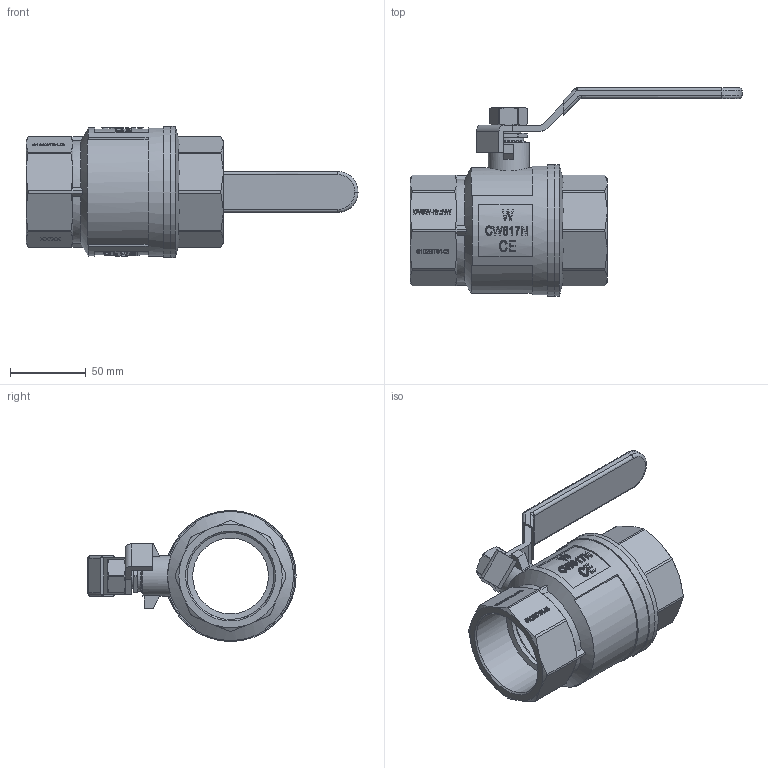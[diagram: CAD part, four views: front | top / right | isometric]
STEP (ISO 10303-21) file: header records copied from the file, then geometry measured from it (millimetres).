
FILE_DESCRIPTION(/* description */ ('Unknown'),/* implementation_level */ '2;1');
FILE_NAME(/* name */ '750-09',/* time_stamp */ '2022-07-26T09:45:57+02:00',/* author */ ('Unknown'),/* organization */ ('Unknown'),/* preprocessor_version */ 'ST-DEVELOPER v16.7',/* originating_system */ 'Solid Edge',/* authorisation */ 'Unknown');
FILE_SCHEMA (('AUTOMOTIVE_DESIGN {1 0 10303 214 3 1 1}'));
Length unit declared in the file: millimetre
Products named in the file (11): 750-09; Stahlgriff 2; Stahlgriff-1; Stahlgriff-um; Kvrper-co_oa_0; Einschraubteil-; Kvrper; Spindel; Metalring; Stopfbuchse; Mutter
Assembly tree (10 placements, depth 3):
  750-09
    Stahlgriff 2
      Stahlgriff-1
      Stahlgriff-um
    Kvrper-co_oa_0
      Einschraubteil-
      Kvrper
      Spindel
      Metalring
      Stopfbuchse
      Mutter
Bounding box: 219 x 137.35 x 86.5 mm (x, y, z)
Volume: 206949.9 mm3; surface area: 111870 mm2
Topology: 8 solids, 8 shells, 1786 faces, 5000 edges, 3319 vertices
Faces by surface type: plane 1585, cylinder 105, cone 78, bspline 16, sphere 2
Full cylindrical faces by diameter (mm): 12.5 x1, 16 x2, 16.1 x1, 16.2 x1, 16.5 x1, 18 x1, 18.5 x1, 20 x2, 20.5 x1, 22 x1, 27 x1, 50 x2, 57.305 x2, 63 x2, 68 x1, 78 x1, 80 x1, 80.5 x1, 85 x1, 86.5 x2
Entity records: 62529 total; most frequent: CARTESIAN_POINT 15572, ORIENTED_EDGE 9882, DIRECTION 9621, EDGE_CURVE 4941, LINE 3507, VECTOR 3507, VERTEX_POINT 3304, AXIS2_PLACEMENT_3D 3057
